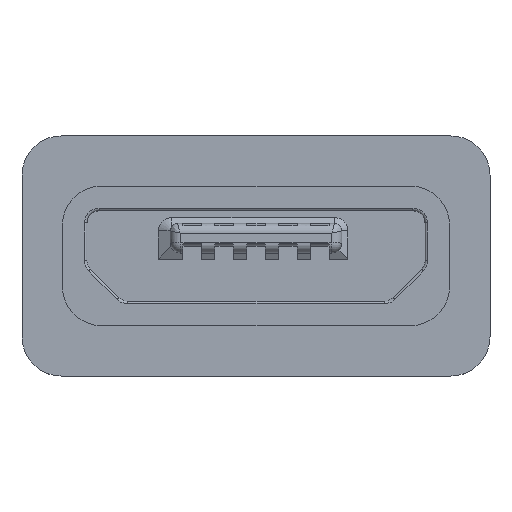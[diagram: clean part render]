
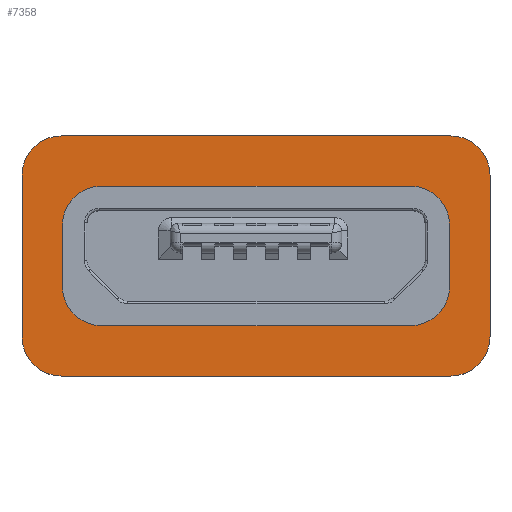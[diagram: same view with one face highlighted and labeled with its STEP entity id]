
A CAD part, top view. The second image highlights one B-rep face of the part: STEP entity #7358.
In plain terms, the highlighted planar face has unit normal (0, 0, 1).
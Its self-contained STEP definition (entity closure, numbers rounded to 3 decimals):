
#38 = EDGE_CURVE ( 'NONE', #10121, #8119, #10084, .T. ) ;
#39 = VERTEX_POINT ( 'NONE', #2175 ) ;
#173 = CARTESIAN_POINT ( 'NONE',  ( -3.7, 2.045, 3.75 ) ) ;
#276 = EDGE_CURVE ( 'NONE', #3555, #1665, #8543, .T. ) ;
#379 = CIRCLE ( 'NONE', #7879, 0.55 ) ;
#660 = CIRCLE ( 'NONE', #8485, 0.8 ) ;
#770 = LINE ( 'NONE', #7497, #9381 ) ;
#858 = DIRECTION ( 'NONE',  ( 0., 0., 1. ) ) ;
#861 = DIRECTION ( 'NONE',  ( 0., 0., 1. ) ) ;
#880 = DIRECTION ( 'NONE',  ( 0., -1., 0. ) ) ;
#932 = DIRECTION ( 'NONE',  ( 1., 0., 0. ) ) ;
#969 = CARTESIAN_POINT ( 'NONE',  ( -3.975, -0.23, 3.75 ) ) ;
#1118 = DIRECTION ( 'NONE',  ( 1., 0., 0. ) ) ;
#1180 = ORIENTED_EDGE ( 'NONE', *, *, #38, .F. ) ;
#1185 = EDGE_CURVE ( 'NONE', #8119, #1539, #4188, .T. ) ;
#1190 = AXIS2_PLACEMENT_3D ( 'NONE', #8272, #9183, #2112 ) ;
#1289 = EDGE_CURVE ( 'NONE', #4287, #8258, #770, .T. ) ;
#1498 = ORIENTED_EDGE ( 'NONE', *, *, #4579, .F. ) ;
#1530 = VERTEX_POINT ( 'NONE', #11347 ) ;
#1539 = VERTEX_POINT ( 'NONE', #8797 ) ;
#1607 = CARTESIAN_POINT ( 'NONE',  ( -3.975, 3.07, 3.75 ) ) ;
#1614 = LINE ( 'NONE', #2383, #4605 ) ;
#1665 = VERTEX_POINT ( 'NONE', #5285 ) ;
#1675 = CARTESIAN_POINT ( 'NONE',  ( -4.775, -0.23, 3.75 ) ) ;
#1797 = AXIS2_PLACEMENT_3D ( 'NONE', #7371, #9125, #10090 ) ;
#1871 = CARTESIAN_POINT ( 'NONE',  ( 4.775, 3.07, 3.75 ) ) ;
#1873 = DIRECTION ( 'NONE',  ( 0., 0., -1. ) ) ;
#1913 = EDGE_CURVE ( 'NONE', #3705, #2011, #8491, .T. ) ;
#2011 = VERTEX_POINT ( 'NONE', #3207 ) ;
#2041 = DIRECTION ( 'NONE',  ( 1., 0., 0. ) ) ;
#2112 = DIRECTION ( 'NONE',  ( 1., 0., 0. ) ) ;
#2175 = CARTESIAN_POINT ( 'NONE',  ( -3.7, 2.045, 3.75 ) ) ;
#2189 = CARTESIAN_POINT ( 'NONE',  ( 3.975, -1.03, 3.75 ) ) ;
#2383 = CARTESIAN_POINT ( 'NONE',  ( 3.15, 2.595, 3.75 ) ) ;
#2488 = CIRCLE ( 'NONE', #7718, 0.8 ) ;
#2525 = ORIENTED_EDGE ( 'NONE', *, *, #1185, .F. ) ;
#2665 = ORIENTED_EDGE ( 'NONE', *, *, #276, .F. ) ;
#2667 = CARTESIAN_POINT ( 'NONE',  ( 3.7, 0.795, 3.75 ) ) ;
#2692 = ORIENTED_EDGE ( 'NONE', *, *, #7740, .F. ) ;
#2753 = EDGE_CURVE ( 'NONE', #8258, #6356, #3594, .T. ) ;
#2797 = EDGE_CURVE ( 'NONE', #4112, #10121, #10848, .T. ) ;
#2855 = ORIENTED_EDGE ( 'NONE', *, *, #7498, .F. ) ;
#3011 = CARTESIAN_POINT ( 'NONE',  ( -4.775, -0.23, 3.75 ) ) ;
#3169 = DIRECTION ( 'NONE',  ( -1., 0., 0. ) ) ;
#3207 = CARTESIAN_POINT ( 'NONE',  ( -3.975, -1.03, 3.75 ) ) ;
#3269 = VERTEX_POINT ( 'NONE', #10394 ) ;
#3377 = EDGE_LOOP ( 'NONE', ( #2692, #2525, #1180, #5641, #3879, #8129, #2855, #2665 ) ) ;
#3519 = VECTOR ( 'NONE', #880, 1000. ) ;
#3526 = CARTESIAN_POINT ( 'NONE',  ( 4.775, -0.23, 3.75 ) ) ;
#3555 = VERTEX_POINT ( 'NONE', #1871 ) ;
#3594 = CIRCLE ( 'NONE', #6506, 0.55 ) ;
#3705 = VERTEX_POINT ( 'NONE', #2189 ) ;
#3879 = ORIENTED_EDGE ( 'NONE', *, *, #5262, .F. ) ;
#3886 = CARTESIAN_POINT ( 'NONE',  ( -3.15, 2.595, 3.75 ) ) ;
#3925 = CARTESIAN_POINT ( 'NONE',  ( -4.775, 3.07, 3.75 ) ) ;
#4017 = AXIS2_PLACEMENT_3D ( 'NONE', #11481, #861, #932 ) ;
#4112 = VERTEX_POINT ( 'NONE', #3011 ) ;
#4188 = LINE ( 'NONE', #9107, #7414 ) ;
#4216 = EDGE_CURVE ( 'NONE', #3269, #1530, #10942, .T. ) ;
#4287 = VERTEX_POINT ( 'NONE', #7648 ) ;
#4292 = VECTOR ( 'NONE', #7441, 1000. ) ;
#4579 = EDGE_CURVE ( 'NONE', #6356, #3269, #6621, .T. ) ;
#4605 = VECTOR ( 'NONE', #8602, 1000. ) ;
#4618 = ORIENTED_EDGE ( 'NONE', *, *, #1289, .F. ) ;
#4792 = VERTEX_POINT ( 'NONE', #3886 ) ;
#5003 = DIRECTION ( 'NONE',  ( 0., 0., -1. ) ) ;
#5084 = DIRECTION ( 'NONE',  ( -1., 0., 0. ) ) ;
#5089 = AXIS2_PLACEMENT_3D ( 'NONE', #6389, #10683, #7020 ) ;
#5197 = EDGE_CURVE ( 'NONE', #9290, #4287, #379, .T. ) ;
#5262 = EDGE_CURVE ( 'NONE', #2011, #4112, #660, .T. ) ;
#5285 = CARTESIAN_POINT ( 'NONE',  ( 4.775, -0.23, 3.75 ) ) ;
#5405 = FACE_OUTER_BOUND ( 'NONE', #3377, .T. ) ;
#5425 = ORIENTED_EDGE ( 'NONE', *, *, #5197, .F. ) ;
#5641 = ORIENTED_EDGE ( 'NONE', *, *, #2797, .F. ) ;
#5655 = CARTESIAN_POINT ( 'NONE',  ( -3.975, -1.03, 3.75 ) ) ;
#5711 = CARTESIAN_POINT ( 'NONE',  ( 3.15, 0.245, 3.75 ) ) ;
#5925 = ORIENTED_EDGE ( 'NONE', *, *, #4216, .F. ) ;
#6075 = PLANE ( 'NONE',  #5089 ) ;
#6211 = CARTESIAN_POINT ( 'NONE',  ( 3.15, 0.795, 3.75 ) ) ;
#6340 = VECTOR ( 'NONE', #10682, 1000. ) ;
#6356 = VERTEX_POINT ( 'NONE', #10751 ) ;
#6389 = CARTESIAN_POINT ( 'NONE',  ( 3.975, 3.07, 3.75 ) ) ;
#6506 = AXIS2_PLACEMENT_3D ( 'NONE', #6211, #858, #8894 ) ;
#6621 = LINE ( 'NONE', #2667, #6340 ) ;
#7020 = DIRECTION ( 'NONE',  ( -1., 0., 0. ) ) ;
#7089 = CARTESIAN_POINT ( 'NONE',  ( -3.15, 0.795, 3.75 ) ) ;
#7199 = DIRECTION ( 'NONE',  ( -1., 0., 0. ) ) ;
#7357 = CARTESIAN_POINT ( 'NONE',  ( -3.975, 3.87, 3.75 ) ) ;
#7358 = ADVANCED_FACE ( 'NONE', ( #5405, #8654 ), #6075, .F. ) ;
#7371 = CARTESIAN_POINT ( 'NONE',  ( 3.975, -0.23, 3.75 ) ) ;
#7414 = VECTOR ( 'NONE', #1118, 1000. ) ;
#7441 = DIRECTION ( 'NONE',  ( -1., 0., 0. ) ) ;
#7497 = CARTESIAN_POINT ( 'NONE',  ( -3.15, 0.245, 3.75 ) ) ;
#7498 = EDGE_CURVE ( 'NONE', #1665, #3705, #8538, .T. ) ;
#7593 = ORIENTED_EDGE ( 'NONE', *, *, #10983, .F. ) ;
#7648 = CARTESIAN_POINT ( 'NONE',  ( -3.15, 0.245, 3.75 ) ) ;
#7718 = AXIS2_PLACEMENT_3D ( 'NONE', #8745, #5003, #5084 ) ;
#7740 = EDGE_CURVE ( 'NONE', #1539, #3555, #2488, .T. ) ;
#7879 = AXIS2_PLACEMENT_3D ( 'NONE', #7089, #10745, #10712 ) ;
#8119 = VERTEX_POINT ( 'NONE', #7357 ) ;
#8129 = ORIENTED_EDGE ( 'NONE', *, *, #1913, .F. ) ;
#8197 = VECTOR ( 'NONE', #9639, 1000. ) ;
#8201 = DIRECTION ( 'NONE',  ( 0., -1., 0. ) ) ;
#8207 = AXIS2_PLACEMENT_3D ( 'NONE', #1607, #8510, #3169 ) ;
#8258 = VERTEX_POINT ( 'NONE', #5711 ) ;
#8272 = CARTESIAN_POINT ( 'NONE',  ( 3.15, 2.045, 3.75 ) ) ;
#8485 = AXIS2_PLACEMENT_3D ( 'NONE', #969, #1873, #7199 ) ;
#8491 = LINE ( 'NONE', #5655, #4292 ) ;
#8510 = DIRECTION ( 'NONE',  ( 0., 0., -1. ) ) ;
#8538 = CIRCLE ( 'NONE', #1797, 0.8 ) ;
#8543 = LINE ( 'NONE', #3526, #3519 ) ;
#8602 = DIRECTION ( 'NONE',  ( -1., 0., 0. ) ) ;
#8654 = FACE_BOUND ( 'NONE', #10814, .T. ) ;
#8745 = CARTESIAN_POINT ( 'NONE',  ( 3.975, 3.07, 3.75 ) ) ;
#8797 = CARTESIAN_POINT ( 'NONE',  ( 3.975, 3.87, 3.75 ) ) ;
#8894 = DIRECTION ( 'NONE',  ( 1., 0., 0. ) ) ;
#9107 = CARTESIAN_POINT ( 'NONE',  ( -3.975, 3.87, 3.75 ) ) ;
#9125 = DIRECTION ( 'NONE',  ( 0., 0., -1. ) ) ;
#9183 = DIRECTION ( 'NONE',  ( 0., 0., 1. ) ) ;
#9290 = VERTEX_POINT ( 'NONE', #9952 ) ;
#9381 = VECTOR ( 'NONE', #2041, 1000. ) ;
#9639 = DIRECTION ( 'NONE',  ( 0., 1., 0. ) ) ;
#9952 = CARTESIAN_POINT ( 'NONE',  ( -3.7, 0.795, 3.75 ) ) ;
#10084 = CIRCLE ( 'NONE', #8207, 0.8 ) ;
#10090 = DIRECTION ( 'NONE',  ( 1., 0., 0. ) ) ;
#10121 = VERTEX_POINT ( 'NONE', #3925 ) ;
#10139 = ORIENTED_EDGE ( 'NONE', *, *, #2753, .F. ) ;
#10298 = EDGE_CURVE ( 'NONE', #4792, #39, #10490, .T. ) ;
#10331 = VECTOR ( 'NONE', #8201, 1000. ) ;
#10394 = CARTESIAN_POINT ( 'NONE',  ( 3.7, 2.045, 3.75 ) ) ;
#10490 = CIRCLE ( 'NONE', #4017, 0.55 ) ;
#10580 = ORIENTED_EDGE ( 'NONE', *, *, #10641, .F. ) ;
#10641 = EDGE_CURVE ( 'NONE', #1530, #4792, #1614, .T. ) ;
#10682 = DIRECTION ( 'NONE',  ( 0., 1., 0. ) ) ;
#10683 = DIRECTION ( 'NONE',  ( 0., 0., -1. ) ) ;
#10712 = DIRECTION ( 'NONE',  ( 1., 0., 0. ) ) ;
#10745 = DIRECTION ( 'NONE',  ( 0., 0., 1. ) ) ;
#10751 = CARTESIAN_POINT ( 'NONE',  ( 3.7, 0.795, 3.75 ) ) ;
#10814 = EDGE_LOOP ( 'NONE', ( #5925, #1498, #10139, #4618, #5425, #7593, #11244, #10580 ) ) ;
#10848 = LINE ( 'NONE', #1675, #8197 ) ;
#10942 = CIRCLE ( 'NONE', #1190, 0.55 ) ;
#10983 = EDGE_CURVE ( 'NONE', #39, #9290, #11167, .T. ) ;
#11167 = LINE ( 'NONE', #173, #10331 ) ;
#11244 = ORIENTED_EDGE ( 'NONE', *, *, #10298, .F. ) ;
#11347 = CARTESIAN_POINT ( 'NONE',  ( 3.15, 2.595, 3.75 ) ) ;
#11481 = CARTESIAN_POINT ( 'NONE',  ( -3.15, 2.045, 3.75 ) ) ;
